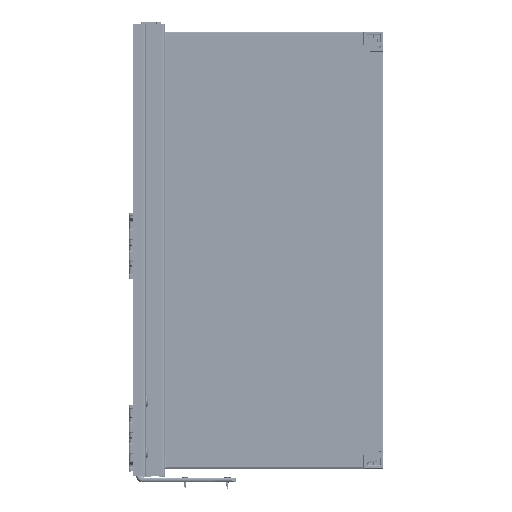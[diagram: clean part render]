
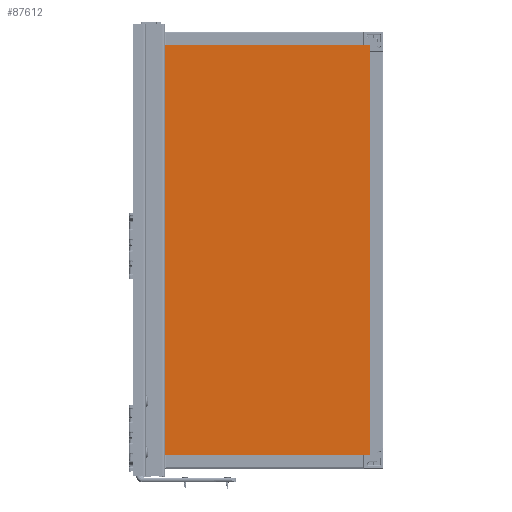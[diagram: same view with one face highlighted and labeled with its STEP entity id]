
A CAD part, top view. The second image highlights one B-rep face of the part: STEP entity #87612.
In plain terms, the highlighted face is planar.
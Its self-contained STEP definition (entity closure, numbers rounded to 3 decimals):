
#87485=DIRECTION('',(0.,0.,1.));
#87486=VECTOR('',#87485,219.);
#87487=CARTESIAN_POINT('',(-208.5,5.4,-109.5));
#87488=LINE('',#87487,#87486);
#87492=DIRECTION('',(-1.,0.,0.));
#87493=VECTOR('',#87492,417.);
#87494=CARTESIAN_POINT('',(208.5,5.4,-109.5));
#87495=LINE('',#87494,#87493);
#87499=DIRECTION('',(0.,0.,-1.));
#87500=VECTOR('',#87499,219.);
#87501=CARTESIAN_POINT('',(208.5,5.4,109.5));
#87502=LINE('',#87501,#87500);
#87506=DIRECTION('',(1.,0.,0.));
#87507=VECTOR('',#87506,417.);
#87508=CARTESIAN_POINT('',(-208.5,5.4,109.5));
#87509=LINE('',#87508,#87507);
#87521=CARTESIAN_POINT('',(-208.5,5.4,-109.5));
#87522=CARTESIAN_POINT('',(-208.5,5.4,109.5));
#87523=VERTEX_POINT('',#87521);
#87524=VERTEX_POINT('',#87522);
#87525=CARTESIAN_POINT('',(208.5,5.4,109.5));
#87526=VERTEX_POINT('',#87525);
#87527=CARTESIAN_POINT('',(208.5,5.4,-109.5));
#87528=VERTEX_POINT('',#87527);
#87601=CARTESIAN_POINT('',(0.,5.4,0.));
#87602=DIRECTION('',(0.,1.,0.));
#87603=DIRECTION('',(1.,0.,0.));
#87604=AXIS2_PLACEMENT_3D('',#87601,#87602,#87603);
#87605=PLANE('',#87604);
#87606=ORIENTED_EDGE('',*,*,#87553,.F.);
#87607=ORIENTED_EDGE('',*,*,#87568,.F.);
#87608=ORIENTED_EDGE('',*,*,#87582,.F.);
#87609=ORIENTED_EDGE('',*,*,#87595,.F.);
#87610=EDGE_LOOP('',(#87606,#87607,#87608,#87609));
#87611=FACE_OUTER_BOUND('',#87610,.F.);
#87553=EDGE_CURVE('',#87523,#87524,#87488,.T.);
#87568=EDGE_CURVE('',#87528,#87523,#87495,.T.);
#87582=EDGE_CURVE('',#87526,#87528,#87502,.T.);
#87595=EDGE_CURVE('',#87524,#87526,#87509,.T.);
#87612=ADVANCED_FACE('',(#87611),#87605,.T.);
